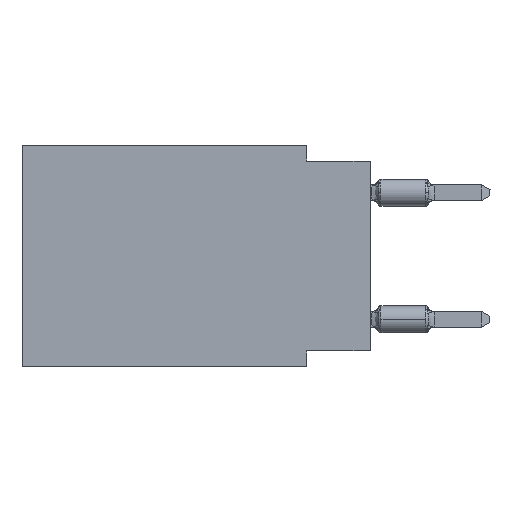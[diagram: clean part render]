
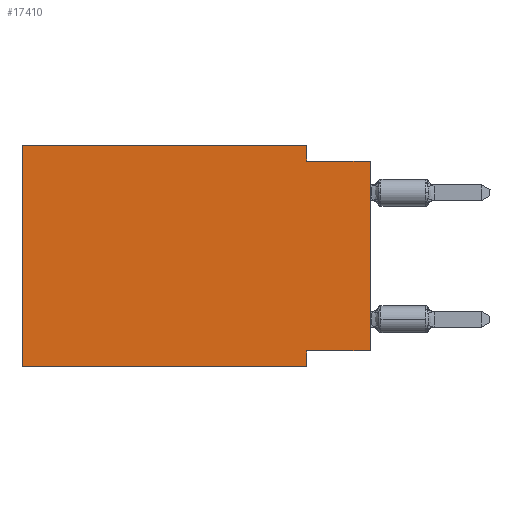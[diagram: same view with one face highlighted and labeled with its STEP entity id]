
A CAD part, left-side view. The second image highlights one B-rep face of the part: STEP entity #17410.
In plain terms, the highlighted planar face has unit normal (-1, 0, 0).
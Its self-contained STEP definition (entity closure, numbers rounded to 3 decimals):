
#546 = DIRECTION ( 'NONE',  ( 0., -1., 0. ) ) ;
#563 = VERTEX_POINT ( 'NONE', #9621 ) ;
#772 = VECTOR ( 'NONE', #27117, 1000. ) ;
#1081 = CARTESIAN_POINT ( 'NONE',  ( 0., 13.97, 0. ) ) ;
#2269 = VECTOR ( 'NONE', #14867, 1000. ) ;
#2422 = CARTESIAN_POINT ( 'NONE',  ( 0., 2.54, 0. ) ) ;
#3784 = EDGE_CURVE ( 'NONE', #563, #22091, #30962, .T. ) ;
#4974 = DIRECTION ( 'NONE',  ( 0., 0., 1. ) ) ;
#5448 = LINE ( 'NONE', #24527, #17305 ) ;
#5649 = PLANE ( 'NONE',  #25901 ) ;
#6208 = CARTESIAN_POINT ( 'NONE',  ( 0., 13.97, 0. ) ) ;
#7270 = VECTOR ( 'NONE', #4974, 1000. ) ;
#7356 = DIRECTION ( 'NONE',  ( 0., -1., 0. ) ) ;
#7965 = CARTESIAN_POINT ( 'NONE',  ( 0., 2.54, -8.89 ) ) ;
#8093 = VERTEX_POINT ( 'NONE', #30344 ) ;
#8992 = VERTEX_POINT ( 'NONE', #19008 ) ;
#9621 = CARTESIAN_POINT ( 'NONE',  ( 0., 0., -8.255 ) ) ;
#9733 = EDGE_LOOP ( 'NONE', ( #12837, #11803, #16685, #14159, #19247, #14788, #13477, #29095 ) ) ;
#10008 = VECTOR ( 'NONE', #7356, 1000. ) ;
#10238 = CARTESIAN_POINT ( 'NONE',  ( 0., 13.97, 0. ) ) ;
#10307 = DIRECTION ( 'NONE',  ( 0., 1., 0. ) ) ;
#11803 = ORIENTED_EDGE ( 'NONE', *, *, #19014, .F. ) ;
#12837 = ORIENTED_EDGE ( 'NONE', *, *, #3784, .T. ) ;
#12862 = DIRECTION ( 'NONE',  ( 1., 0., 0. ) ) ;
#12895 = LINE ( 'NONE', #10238, #772 ) ;
#13477 = ORIENTED_EDGE ( 'NONE', *, *, #27571, .F. ) ;
#14034 = LINE ( 'NONE', #2422, #16829 ) ;
#14159 = ORIENTED_EDGE ( 'NONE', *, *, #19963, .F. ) ;
#14369 = CARTESIAN_POINT ( 'NONE',  ( 0., 13.97, -8.89 ) ) ;
#14788 = ORIENTED_EDGE ( 'NONE', *, *, #19405, .T. ) ;
#14867 = DIRECTION ( 'NONE',  ( 0., 0., -1. ) ) ;
#14956 = CARTESIAN_POINT ( 'NONE',  ( 0., 2.54, -8.255 ) ) ;
#16243 = CARTESIAN_POINT ( 'NONE',  ( 0., 2.54, 0. ) ) ;
#16685 = ORIENTED_EDGE ( 'NONE', *, *, #28211, .F. ) ;
#16829 = VECTOR ( 'NONE', #28259, 1000. ) ;
#16982 = VECTOR ( 'NONE', #19004, 1000. ) ;
#17305 = VECTOR ( 'NONE', #10307, 1000. ) ;
#17410 = ADVANCED_FACE ( 'NONE', ( #22543 ), #5649, .F. ) ;
#17923 = CARTESIAN_POINT ( 'NONE',  ( 0., 0., -0.635 ) ) ;
#18529 = EDGE_CURVE ( 'NONE', #8992, #24806, #21807, .T. ) ;
#19004 = DIRECTION ( 'NONE',  ( 0., 0., 1. ) ) ;
#19008 = CARTESIAN_POINT ( 'NONE',  ( 0., 13.97, -8.89 ) ) ;
#19014 = EDGE_CURVE ( 'NONE', #8093, #22091, #27044, .T. ) ;
#19247 = ORIENTED_EDGE ( 'NONE', *, *, #18529, .F. ) ;
#19301 = VERTEX_POINT ( 'NONE', #16243 ) ;
#19405 = EDGE_CURVE ( 'NONE', #8992, #24705, #21547, .T. ) ;
#19535 = CARTESIAN_POINT ( 'NONE',  ( 0., 2.54, -8.89 ) ) ;
#19701 = CARTESIAN_POINT ( 'NONE',  ( 0., 0., -0.635 ) ) ;
#19963 = EDGE_CURVE ( 'NONE', #24806, #19301, #12895, .T. ) ;
#21547 = LINE ( 'NONE', #14369, #22496 ) ;
#21807 = LINE ( 'NONE', #24150, #16982 ) ;
#22091 = VERTEX_POINT ( 'NONE', #17923 ) ;
#22496 = VECTOR ( 'NONE', #546, 1000. ) ;
#22543 = FACE_OUTER_BOUND ( 'NONE', #9733, .T. ) ;
#24150 = CARTESIAN_POINT ( 'NONE',  ( 0., 13.97, 0. ) ) ;
#24527 = CARTESIAN_POINT ( 'NONE',  ( 0., 0., -8.255 ) ) ;
#24683 = EDGE_CURVE ( 'NONE', #563, #28338, #5448, .T. ) ;
#24705 = VERTEX_POINT ( 'NONE', #19535 ) ;
#24806 = VERTEX_POINT ( 'NONE', #6208 ) ;
#25006 = LINE ( 'NONE', #7965, #2269 ) ;
#25901 = AXIS2_PLACEMENT_3D ( 'NONE', #1081, #12862, #29575 ) ;
#26563 = CARTESIAN_POINT ( 'NONE',  ( 0., 0., 0. ) ) ;
#27044 = LINE ( 'NONE', #19701, #10008 ) ;
#27117 = DIRECTION ( 'NONE',  ( 0., -1., 0. ) ) ;
#27571 = EDGE_CURVE ( 'NONE', #28338, #24705, #25006, .T. ) ;
#28211 = EDGE_CURVE ( 'NONE', #19301, #8093, #14034, .T. ) ;
#28259 = DIRECTION ( 'NONE',  ( 0., 0., -1. ) ) ;
#28338 = VERTEX_POINT ( 'NONE', #14956 ) ;
#29095 = ORIENTED_EDGE ( 'NONE', *, *, #24683, .F. ) ;
#29575 = DIRECTION ( 'NONE',  ( 0., 0., -1. ) ) ;
#30344 = CARTESIAN_POINT ( 'NONE',  ( 0., 2.54, -0.635 ) ) ;
#30962 = LINE ( 'NONE', #26563, #7270 ) ;
